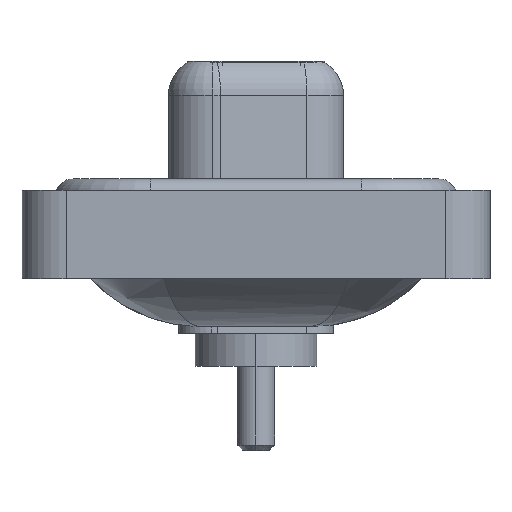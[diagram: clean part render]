
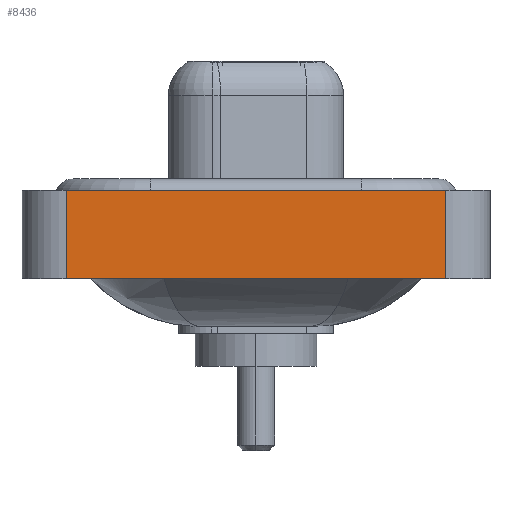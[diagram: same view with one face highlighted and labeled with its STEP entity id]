
A CAD part, left-side view. The second image highlights one B-rep face of the part: STEP entity #8436.
In plain terms, the highlighted planar face has unit normal (-1, 0, 0).
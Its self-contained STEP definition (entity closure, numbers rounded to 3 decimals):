
#97 = VERTEX_POINT ( 'NONE', #6768 ) ;
#141 = EDGE_CURVE ( 'NONE', #673, #15501, #3198, .T. ) ;
#225 = FACE_OUTER_BOUND ( 'NONE', #754, .T. ) ;
#673 = VERTEX_POINT ( 'NONE', #11518 ) ;
#754 = EDGE_LOOP ( 'NONE', ( #12710, #15002, #8188, #13673 ) ) ;
#2280 = CARTESIAN_POINT ( 'NONE',  ( -7.3, 8.55, -3.6 ) ) ;
#2524 = LINE ( 'NONE', #13521, #8455 ) ;
#3198 = LINE ( 'NONE', #12978, #5674 ) ;
#3391 = VERTEX_POINT ( 'NONE', #7031 ) ;
#3581 = CARTESIAN_POINT ( 'NONE',  ( -7.3, -8.55, -3.6 ) ) ;
#4167 = DIRECTION ( 'NONE',  ( 0., 0., 1. ) ) ;
#5136 = CARTESIAN_POINT ( 'NONE',  ( -7.3, -8.55, -3.6 ) ) ;
#5674 = VECTOR ( 'NONE', #6922, 1000. ) ;
#6037 = EDGE_CURVE ( 'NONE', #673, #3391, #14496, .T. ) ;
#6114 = DIRECTION ( 'NONE',  ( 0., 0., 1. ) ) ;
#6768 = CARTESIAN_POINT ( 'NONE',  ( -7.3, -8.55, 0.4 ) ) ;
#6922 = DIRECTION ( 'NONE',  ( 0., -1., 0. ) ) ;
#7031 = CARTESIAN_POINT ( 'NONE',  ( -7.3, 8.55, 0.4 ) ) ;
#8188 = ORIENTED_EDGE ( 'NONE', *, *, #6037, .F. ) ;
#8436 = ADVANCED_FACE ( 'NONE', ( #225 ), #8830, .T. ) ;
#8455 = VECTOR ( 'NONE', #15113, 1000. ) ;
#8644 = CARTESIAN_POINT ( 'NONE',  ( -7.3, -8.55, -3.6 ) ) ;
#8830 = PLANE ( 'NONE',  #10661 ) ;
#9738 = VECTOR ( 'NONE', #6114, 1000. ) ;
#10046 = DIRECTION ( 'NONE',  ( -1., 0., 0. ) ) ;
#10652 = DIRECTION ( 'NONE',  ( 0., 0., 1. ) ) ;
#10661 = AXIS2_PLACEMENT_3D ( 'NONE', #5136, #10046, #4167 ) ;
#11518 = CARTESIAN_POINT ( 'NONE',  ( -7.3, 8.55, -3.6 ) ) ;
#12710 = ORIENTED_EDGE ( 'NONE', *, *, #14224, .T. ) ;
#12978 = CARTESIAN_POINT ( 'NONE',  ( -7.3, -8.55, -3.6 ) ) ;
#13521 = CARTESIAN_POINT ( 'NONE',  ( -7.3, -8.55, 0.4 ) ) ;
#13673 = ORIENTED_EDGE ( 'NONE', *, *, #141, .T. ) ;
#13809 = VECTOR ( 'NONE', #10652, 1000. ) ;
#14119 = EDGE_CURVE ( 'NONE', #3391, #97, #2524, .T. ) ;
#14224 = EDGE_CURVE ( 'NONE', #15501, #97, #14571, .T. ) ;
#14496 = LINE ( 'NONE', #2280, #13809 ) ;
#14571 = LINE ( 'NONE', #3581, #9738 ) ;
#15002 = ORIENTED_EDGE ( 'NONE', *, *, #14119, .F. ) ;
#15113 = DIRECTION ( 'NONE',  ( 0., -1., 0. ) ) ;
#15501 = VERTEX_POINT ( 'NONE', #8644 ) ;
